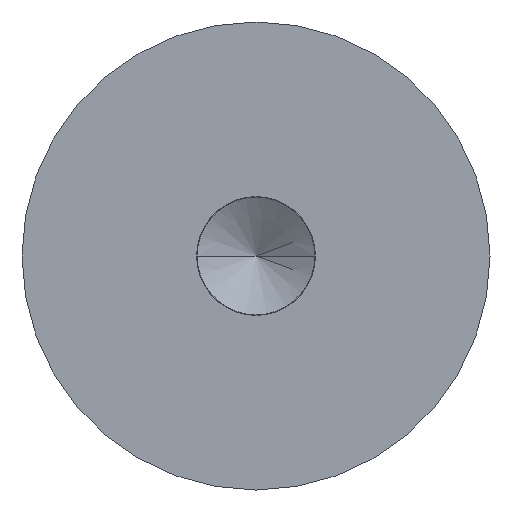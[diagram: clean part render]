
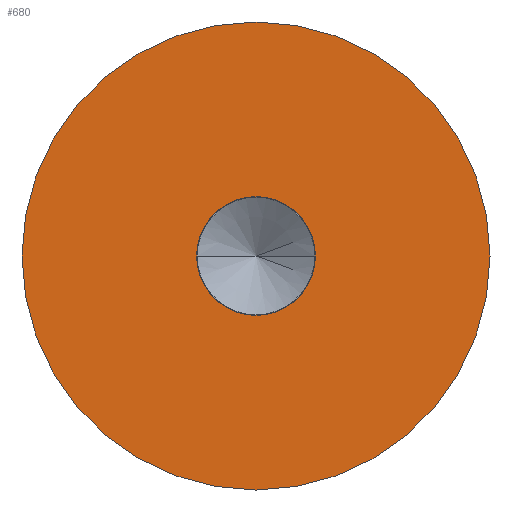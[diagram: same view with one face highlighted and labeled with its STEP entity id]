
A CAD part, front view. The second image highlights one B-rep face of the part: STEP entity #680.
In plain terms, the highlighted planar face has unit normal (0, -1, 0).
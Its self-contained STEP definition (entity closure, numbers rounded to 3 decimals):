
#120=CARTESIAN_POINT('',(6.5,0.,0.));
#130=VERTEX_POINT('',#120);
#290=CARTESIAN_POINT('',(-6.5,0.,0.));
#300=VERTEX_POINT('',#290);
#330=CARTESIAN_POINT('',(0.,0.,0.));
#340=DIRECTION('',(0.,1.,0.));
#350=DIRECTION('',(-1.,0.,0.));
#360=AXIS2_PLACEMENT_3D('',#330,#340,#350);
#370=CIRCLE('',#360,6.5);
#380=EDGE_CURVE('',#130,#300,#370,.T.);
#430=CARTESIAN_POINT('',(-4.075,0.,0.));
#440=DIRECTION('',(0.,1.,0.));
#450=DIRECTION('',(1.,-0.,0.));
#460=AXIS2_PLACEMENT_3D('',#430,#440,#450);
#470=PLANE('',#460);
#480=EDGE_CURVE('',#300,#130,#370,.T.);
#490=ORIENTED_EDGE('',*,*,#480,.F.);
#500=ORIENTED_EDGE('',*,*,#380,.F.);
#510=EDGE_LOOP('',(#500,#490));
#520=FACE_OUTER_BOUND('',#510,.T.);
#530=CARTESIAN_POINT('',(0.,0.,0.));
#540=DIRECTION('',(0.,-1.,0.));
#550=DIRECTION('',(1.,0.,0.));
#560=AXIS2_PLACEMENT_3D('',#530,#540,#550);
#570=CIRCLE('',#560,1.65);
#580=CARTESIAN_POINT('',(1.65,0.,0.));
#590=VERTEX_POINT('',#580);
#600=CARTESIAN_POINT('',(-1.65,0.,0.));
#610=VERTEX_POINT('',#600);
#620=EDGE_CURVE('',#590,#610,#570,.T.);
#630=ORIENTED_EDGE('',*,*,#620,.F.);
#640=EDGE_CURVE('',#610,#590,#570,.T.);
#650=ORIENTED_EDGE('',*,*,#640,.F.);
#660=EDGE_LOOP('',(#650,#630));
#670=FACE_BOUND('',#660,.T.);
#680=ADVANCED_FACE('',(#520,#670),#470,.F.);
